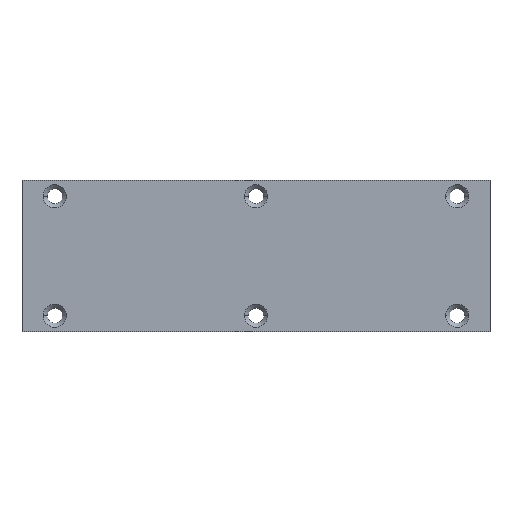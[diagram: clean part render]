
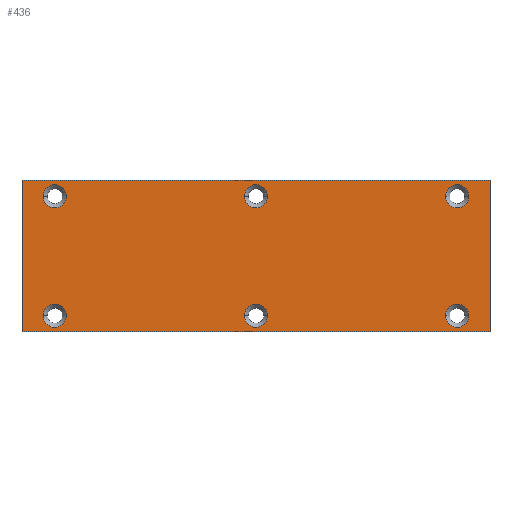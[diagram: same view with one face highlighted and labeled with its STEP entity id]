
A CAD part, top view. The second image highlights one B-rep face of the part: STEP entity #436.
In plain terms, the highlighted planar face has unit normal (0, 0, 1).
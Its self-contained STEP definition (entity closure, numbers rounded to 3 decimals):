
#93=DIRECTION('',(0.,-1.,0.));
#94=VECTOR('',#93,30.);
#95=CARTESIAN_POINT('',(0.475,15.,0.8));
#96=LINE('',#95,#94);
#97=DIRECTION('',(-1.,0.,0.));
#98=VECTOR('',#97,92.53);
#99=CARTESIAN_POINT('',(93.005,15.,0.8));
#100=LINE('',#99,#98);
#101=DIRECTION('',(0.,1.,0.));
#102=VECTOR('',#101,30.);
#103=CARTESIAN_POINT('',(93.005,-15.,0.8));
#104=LINE('',#103,#102);
#105=DIRECTION('',(1.,0.,0.));
#106=VECTOR('',#105,92.53);
#107=CARTESIAN_POINT('',(0.475,-15.,0.8));
#108=LINE('',#107,#106);
#109=CARTESIAN_POINT('',(86.5,-11.8,0.8));
#110=DIRECTION('',(0.,0.,-1.));
#111=DIRECTION('',(1.,0.,0.));
#112=AXIS2_PLACEMENT_3D('',#109,#110,#111);
#114=CARTESIAN_POINT('',(86.5,-11.8,0.8));
#115=DIRECTION('',(0.,0.,-1.));
#116=DIRECTION('',(-1.,0.,0.));
#117=AXIS2_PLACEMENT_3D('',#114,#115,#116);
#119=CARTESIAN_POINT('',(86.5,11.8,0.8));
#120=DIRECTION('',(0.,0.,-1.));
#121=DIRECTION('',(-1.,0.,0.));
#122=AXIS2_PLACEMENT_3D('',#119,#120,#121);
#124=CARTESIAN_POINT('',(86.5,11.8,0.8));
#125=DIRECTION('',(0.,0.,-1.));
#126=DIRECTION('',(1.,0.,0.));
#127=AXIS2_PLACEMENT_3D('',#124,#125,#126);
#129=CARTESIAN_POINT('',(46.737,-11.8,0.8));
#130=DIRECTION('',(0.,0.,-1.));
#131=DIRECTION('',(-1.,0.,0.));
#132=AXIS2_PLACEMENT_3D('',#129,#130,#131);
#134=CARTESIAN_POINT('',(46.737,-11.8,0.8));
#135=DIRECTION('',(0.,0.,-1.));
#136=DIRECTION('',(1.,0.,0.));
#137=AXIS2_PLACEMENT_3D('',#134,#135,#136);
#139=CARTESIAN_POINT('',(46.737,11.8,0.8));
#140=DIRECTION('',(0.,0.,-1.));
#141=DIRECTION('',(-1.,0.,0.));
#142=AXIS2_PLACEMENT_3D('',#139,#140,#141);
#144=CARTESIAN_POINT('',(46.737,11.8,0.8));
#145=DIRECTION('',(0.,0.,-1.));
#146=DIRECTION('',(1.,0.,0.));
#147=AXIS2_PLACEMENT_3D('',#144,#145,#146);
#149=CARTESIAN_POINT('',(6.975,11.8,0.8));
#150=DIRECTION('',(0.,0.,-1.));
#151=DIRECTION('',(-1.,0.,0.));
#152=AXIS2_PLACEMENT_3D('',#149,#150,#151);
#154=CARTESIAN_POINT('',(6.975,11.8,0.8));
#155=DIRECTION('',(0.,0.,-1.));
#156=DIRECTION('',(1.,0.,0.));
#157=AXIS2_PLACEMENT_3D('',#154,#155,#156);
#159=CARTESIAN_POINT('',(6.975,-11.8,0.8));
#160=DIRECTION('',(0.,0.,-1.));
#161=DIRECTION('',(-1.,0.,0.));
#162=AXIS2_PLACEMENT_3D('',#159,#160,#161);
#164=CARTESIAN_POINT('',(6.975,-11.8,0.8));
#165=DIRECTION('',(0.,0.,-1.));
#166=DIRECTION('',(1.,0.,0.));
#167=AXIS2_PLACEMENT_3D('',#164,#165,#166);
#221=CARTESIAN_POINT('',(0.475,-15.,0.8));
#222=CARTESIAN_POINT('',(93.005,-15.,0.8));
#223=VERTEX_POINT('',#221);
#224=VERTEX_POINT('',#222);
#225=CARTESIAN_POINT('',(88.8,-11.8,0.8));
#226=CARTESIAN_POINT('',(84.2,-11.8,0.8));
#227=VERTEX_POINT('',#225);
#228=VERTEX_POINT('',#226);
#229=CARTESIAN_POINT('',(84.2,11.8,0.8));
#230=CARTESIAN_POINT('',(88.8,11.8,0.8));
#231=VERTEX_POINT('',#229);
#232=VERTEX_POINT('',#230);
#245=CARTESIAN_POINT('',(0.475,15.,0.8));
#246=VERTEX_POINT('',#245);
#247=CARTESIAN_POINT('',(93.005,15.,0.8));
#248=VERTEX_POINT('',#247);
#249=CARTESIAN_POINT('',(44.437,-11.8,0.8));
#250=CARTESIAN_POINT('',(49.037,-11.8,0.8));
#251=VERTEX_POINT('',#249);
#252=VERTEX_POINT('',#250);
#257=CARTESIAN_POINT('',(44.437,11.8,0.8));
#258=CARTESIAN_POINT('',(49.037,11.8,0.8));
#259=VERTEX_POINT('',#257);
#260=VERTEX_POINT('',#258);
#265=CARTESIAN_POINT('',(4.675,11.8,0.8));
#266=CARTESIAN_POINT('',(9.275,11.8,0.8));
#267=VERTEX_POINT('',#265);
#268=VERTEX_POINT('',#266);
#273=CARTESIAN_POINT('',(4.675,-11.8,0.8));
#274=CARTESIAN_POINT('',(9.275,-11.8,0.8));
#275=VERTEX_POINT('',#273);
#276=VERTEX_POINT('',#274);
#389=CARTESIAN_POINT('',(0.,0.,0.8));
#390=DIRECTION('',(0.,0.,1.));
#391=DIRECTION('',(1.,0.,0.));
#392=AXIS2_PLACEMENT_3D('',#389,#390,#391);
#393=PLANE('',#392);
#394=ORIENTED_EDGE('',*,*,#341,.F.);
#395=ORIENTED_EDGE('',*,*,#356,.F.);
#396=ORIENTED_EDGE('',*,*,#370,.F.);
#397=ORIENTED_EDGE('',*,*,#383,.F.);
#398=EDGE_LOOP('',(#394,#395,#396,#397));
#399=FACE_OUTER_BOUND('',#398,.F.);
#401=ORIENTED_EDGE('',*,*,#400,.F.);
#403=ORIENTED_EDGE('',*,*,#402,.F.);
#404=EDGE_LOOP('',(#401,#403));
#405=FACE_BOUND('',#404,.F.);
#407=ORIENTED_EDGE('',*,*,#406,.F.);
#409=ORIENTED_EDGE('',*,*,#408,.F.);
#410=EDGE_LOOP('',(#407,#409));
#411=FACE_BOUND('',#410,.F.);
#413=ORIENTED_EDGE('',*,*,#412,.F.);
#415=ORIENTED_EDGE('',*,*,#414,.F.);
#416=EDGE_LOOP('',(#413,#415));
#417=FACE_BOUND('',#416,.F.);
#419=ORIENTED_EDGE('',*,*,#418,.F.);
#421=ORIENTED_EDGE('',*,*,#420,.F.);
#422=EDGE_LOOP('',(#419,#421));
#423=FACE_BOUND('',#422,.F.);
#425=ORIENTED_EDGE('',*,*,#424,.F.);
#427=ORIENTED_EDGE('',*,*,#426,.F.);
#428=EDGE_LOOP('',(#425,#427));
#429=FACE_BOUND('',#428,.F.);
#431=ORIENTED_EDGE('',*,*,#430,.F.);
#433=ORIENTED_EDGE('',*,*,#432,.F.);
#434=EDGE_LOOP('',(#431,#433));
#435=FACE_BOUND('',#434,.F.);
#113=CIRCLE('',#112,2.3);
#118=CIRCLE('',#117,2.3);
#123=CIRCLE('',#122,2.3);
#128=CIRCLE('',#127,2.3);
#133=CIRCLE('',#132,2.3);
#138=CIRCLE('',#137,2.3);
#143=CIRCLE('',#142,2.3);
#148=CIRCLE('',#147,2.3);
#153=CIRCLE('',#152,2.3);
#158=CIRCLE('',#157,2.3);
#163=CIRCLE('',#162,2.3);
#168=CIRCLE('',#167,2.3);
#341=EDGE_CURVE('',#246,#223,#96,.T.);
#356=EDGE_CURVE('',#248,#246,#100,.T.);
#370=EDGE_CURVE('',#224,#248,#104,.T.);
#383=EDGE_CURVE('',#223,#224,#108,.T.);
#400=EDGE_CURVE('',#227,#228,#113,.T.);
#402=EDGE_CURVE('',#228,#227,#118,.T.);
#406=EDGE_CURVE('',#231,#232,#123,.T.);
#408=EDGE_CURVE('',#232,#231,#128,.T.);
#412=EDGE_CURVE('',#251,#252,#133,.T.);
#414=EDGE_CURVE('',#252,#251,#138,.T.);
#418=EDGE_CURVE('',#259,#260,#143,.T.);
#420=EDGE_CURVE('',#260,#259,#148,.T.);
#424=EDGE_CURVE('',#267,#268,#153,.T.);
#426=EDGE_CURVE('',#268,#267,#158,.T.);
#430=EDGE_CURVE('',#275,#276,#163,.T.);
#432=EDGE_CURVE('',#276,#275,#168,.T.);
#436=ADVANCED_FACE('',(#399,#405,#411,#417,#423,#429,#435),#393,.T.);
